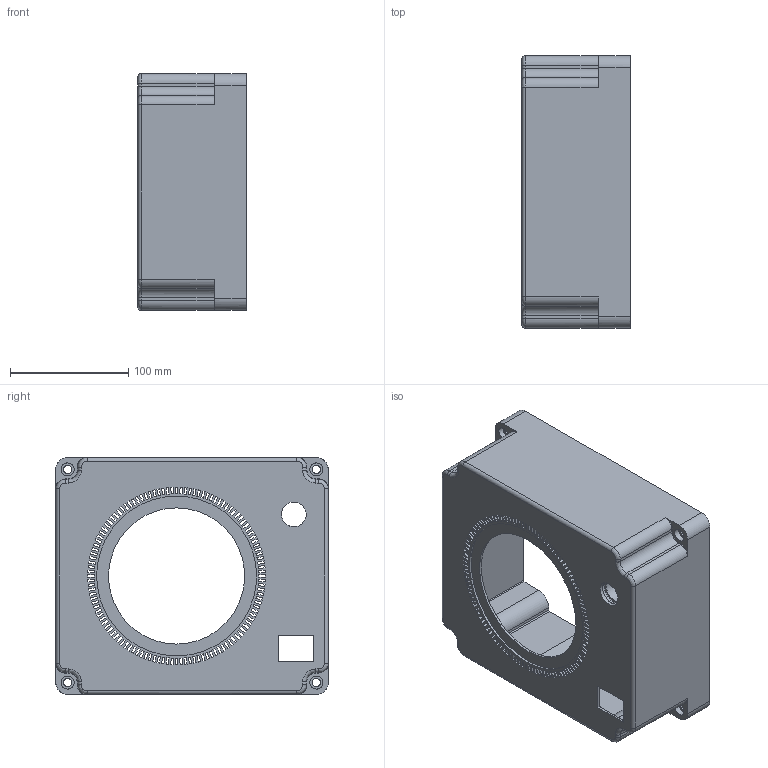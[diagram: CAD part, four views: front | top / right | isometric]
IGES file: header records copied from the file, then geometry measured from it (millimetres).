
Global section: file name: couvercle HP-2; native system: Autodesk Inventor 2019; preprocessor: unknown; author: LETERRIERJU; date: 20240226.141331; units: millimetre
Bounding box: 91.5 x 230 x 200 mm (x, y, z)
Volume: 806974.2 mm3; surface area: 236000.7 mm2
Topology: 1 solids, 1 shells, 713 faces, 2082 edges, 1382 vertices
Faces by surface type: bspline 713
